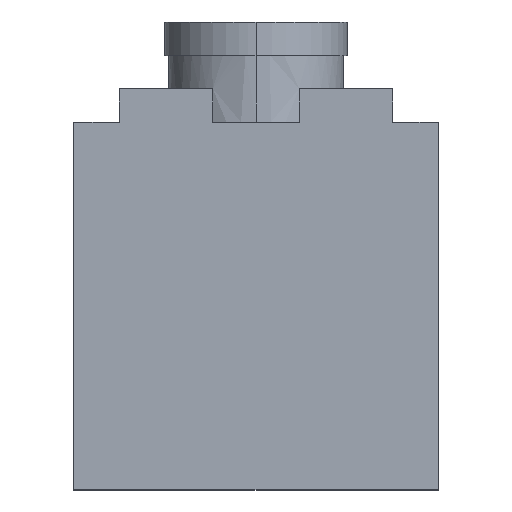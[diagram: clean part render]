
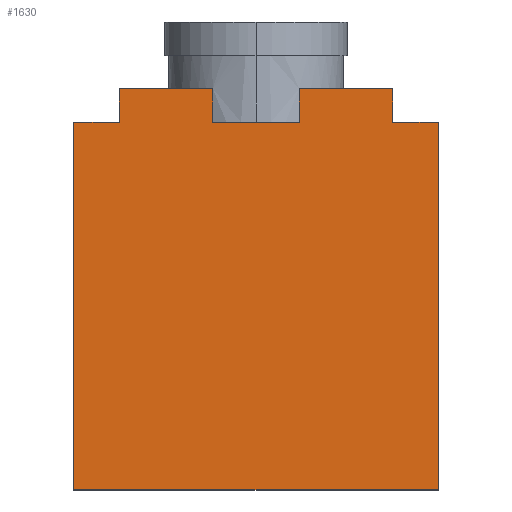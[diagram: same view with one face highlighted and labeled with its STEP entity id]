
A CAD part, top view. The second image highlights one B-rep face of the part: STEP entity #1630.
In plain terms, the highlighted free-form (B-spline) face has degree [1, 1] with [2, 2] control points.
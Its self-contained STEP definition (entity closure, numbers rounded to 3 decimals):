
#590 = VERTEX_POINT('',#591);
#591 = CARTESIAN_POINT('',(1.32,5.05,5.5));
#597 = EDGE_CURVE('',#598,#590,#600,.T.);
#598 = VERTEX_POINT('',#599);
#599 = CARTESIAN_POINT('',(1.32,6.15,5.5));
#600 = B_SPLINE_CURVE_WITH_KNOTS('',1,(#601,#602),.UNSPECIFIED.,.F.,.F.,
  (2,2),(9.132,10.132),.PIECEWISE_BEZIER_KNOTS.);
#601 = CARTESIAN_POINT('',(1.32,6.15,5.5));
#602 = CARTESIAN_POINT('',(1.32,5.05,5.5));
#627 = EDGE_CURVE('',#598,#628,#630,.T.);
#628 = VERTEX_POINT('',#629);
#629 = CARTESIAN_POINT('',(4.4,6.15,5.5));
#630 = B_SPLINE_CURVE_WITH_KNOTS('',1,(#631,#632),.UNSPECIFIED.,.F.,.F.,
  (2,2),(5.92,9.),.PIECEWISE_BEZIER_KNOTS.);
#631 = CARTESIAN_POINT('',(1.32,6.15,5.5));
#632 = CARTESIAN_POINT('',(4.4,6.15,5.5));
#649 = VERTEX_POINT('',#650);
#650 = CARTESIAN_POINT('',(4.4,5.05,5.5));
#657 = EDGE_CURVE('',#628,#649,#658,.T.);
#658 = B_SPLINE_CURVE_WITH_KNOTS('',1,(#659,#660),.UNSPECIFIED.,.F.,.F.,
  (2,2),(0.,1.),.PIECEWISE_BEZIER_KNOTS.);
#659 = CARTESIAN_POINT('',(4.4,6.15,5.5));
#660 = CARTESIAN_POINT('',(4.4,5.05,5.5));
#682 = VERTEX_POINT('',#683);
#683 = CARTESIAN_POINT('',(-1.52,6.15,5.5));
#689 = EDGE_CURVE('',#690,#682,#692,.T.);
#690 = VERTEX_POINT('',#691);
#691 = CARTESIAN_POINT('',(-1.52,5.05,5.5));
#692 = B_SPLINE_CURVE_WITH_KNOTS('',1,(#693,#694),.UNSPECIFIED.,.F.,.F.,
  (2,2),(-10.132,-9.132),.PIECEWISE_BEZIER_KNOTS.);
#693 = CARTESIAN_POINT('',(-1.52,5.05,5.5));
#694 = CARTESIAN_POINT('',(-1.52,6.15,5.5));
#718 = EDGE_CURVE('',#649,#719,#721,.T.);
#719 = VERTEX_POINT('',#720);
#720 = CARTESIAN_POINT('',(5.9,5.05,5.5));
#721 = B_SPLINE_CURVE_WITH_KNOTS('',1,(#722,#723),.UNSPECIFIED.,.F.,.F.,
  (2,2),(10.5,12.),.PIECEWISE_BEZIER_KNOTS.);
#722 = CARTESIAN_POINT('',(4.4,5.05,5.5));
#723 = CARTESIAN_POINT('',(5.9,5.05,5.5));
#742 = VERTEX_POINT('',#743);
#743 = CARTESIAN_POINT('',(-4.6,6.15,5.5));
#748 = EDGE_CURVE('',#742,#682,#749,.T.);
#749 = B_SPLINE_CURVE_WITH_KNOTS('',1,(#750,#751),.UNSPECIFIED.,.F.,.F.,
  (2,2),(0.,3.08),.PIECEWISE_BEZIER_KNOTS.);
#750 = CARTESIAN_POINT('',(-4.6,6.15,5.5));
#751 = CARTESIAN_POINT('',(-1.52,6.15,5.5));
#761 = EDGE_CURVE('',#762,#719,#764,.T.);
#762 = VERTEX_POINT('',#763);
#763 = CARTESIAN_POINT('',(5.9,-7.05,5.5));
#764 = B_SPLINE_CURVE_WITH_KNOTS('',1,(#765,#766),.UNSPECIFIED.,.F.,.F.,
  (2,2),(-11.,0.),.PIECEWISE_BEZIER_KNOTS.);
#765 = CARTESIAN_POINT('',(5.9,-7.05,5.5));
#766 = CARTESIAN_POINT('',(5.9,5.05,5.5));
#784 = VERTEX_POINT('',#785);
#785 = CARTESIAN_POINT('',(-4.6,5.05,5.5));
#790 = EDGE_CURVE('',#742,#784,#791,.T.);
#791 = B_SPLINE_CURVE_WITH_KNOTS('',1,(#792,#793),.UNSPECIFIED.,.F.,.F.,
  (2,2),(0.,1.),.PIECEWISE_BEZIER_KNOTS.);
#792 = CARTESIAN_POINT('',(-4.6,6.15,5.5));
#793 = CARTESIAN_POINT('',(-4.6,5.05,5.5));
#807 = EDGE_CURVE('',#808,#762,#810,.T.);
#808 = VERTEX_POINT('',#809);
#809 = CARTESIAN_POINT('',(-6.1,-7.05,5.5));
#810 = B_SPLINE_CURVE_WITH_KNOTS('',1,(#811,#812),.UNSPECIFIED.,.F.,.F.,
  (2,2),(0.,12.),.PIECEWISE_BEZIER_KNOTS.);
#811 = CARTESIAN_POINT('',(-6.1,-7.05,5.5));
#812 = CARTESIAN_POINT('',(5.9,-7.05,5.5));
#830 = VERTEX_POINT('',#831);
#831 = CARTESIAN_POINT('',(-6.1,5.05,5.5));
#836 = EDGE_CURVE('',#830,#784,#837,.T.);
#837 = B_SPLINE_CURVE_WITH_KNOTS('',1,(#838,#839),.UNSPECIFIED.,.F.,.F.,
  (2,2),(0.,1.5),.PIECEWISE_BEZIER_KNOTS.);
#838 = CARTESIAN_POINT('',(-6.1,5.05,5.5));
#839 = CARTESIAN_POINT('',(-4.6,5.05,5.5));
#849 = EDGE_CURVE('',#808,#830,#850,.T.);
#850 = B_SPLINE_CURVE_WITH_KNOTS('',1,(#851,#852),.UNSPECIFIED.,.F.,.F.,
  (2,2),(-11.,0.),.PIECEWISE_BEZIER_KNOTS.);
#851 = CARTESIAN_POINT('',(-6.1,-7.05,5.5));
#852 = CARTESIAN_POINT('',(-6.1,5.05,5.5));
#1620 = EDGE_CURVE('',#690,#590,#1621,.T.);
#1621 = B_SPLINE_CURVE_WITH_KNOTS('',1,(#1622,#1623),.UNSPECIFIED.,.F.,
  .F.,(2,2),(4.58,7.42),.PIECEWISE_BEZIER_KNOTS.);
#1622 = CARTESIAN_POINT('',(-1.52,5.05,5.5));
#1623 = CARTESIAN_POINT('',(1.32,5.05,5.5));
#1630 = ADVANCED_FACE('',(#1631),#1645,.F.);
#1631 = FACE_BOUND('',#1632,.T.);
#1632 = EDGE_LOOP('',(#1633,#1634,#1635,#1636,#1637,#1638,#1639,#1640,
    #1641,#1642,#1643,#1644));
#1633 = ORIENTED_EDGE('',*,*,#807,.T.);
#1634 = ORIENTED_EDGE('',*,*,#761,.T.);
#1635 = ORIENTED_EDGE('',*,*,#718,.F.);
#1636 = ORIENTED_EDGE('',*,*,#657,.F.);
#1637 = ORIENTED_EDGE('',*,*,#627,.F.);
#1638 = ORIENTED_EDGE('',*,*,#597,.T.);
#1639 = ORIENTED_EDGE('',*,*,#1620,.F.);
#1640 = ORIENTED_EDGE('',*,*,#689,.T.);
#1641 = ORIENTED_EDGE('',*,*,#748,.F.);
#1642 = ORIENTED_EDGE('',*,*,#790,.T.);
#1643 = ORIENTED_EDGE('',*,*,#836,.F.);
#1644 = ORIENTED_EDGE('',*,*,#849,.F.);
#1645 = B_SPLINE_SURFACE_WITH_KNOTS('',1,1,(
    (#1646,#1647)
    ,(#1648,#1649
    )),.UNSPECIFIED.,.F.,.F.,.F.,(2,2),(2,2),(-1.,11.),(-12.,
    0.),.PIECEWISE_BEZIER_KNOTS.);
#1646 = CARTESIAN_POINT('',(5.9,6.15,5.5));
#1647 = CARTESIAN_POINT('',(-6.1,6.15,5.5));
#1648 = CARTESIAN_POINT('',(5.9,-7.05,5.5));
#1649 = CARTESIAN_POINT('',(-6.1,-7.05,5.5));
